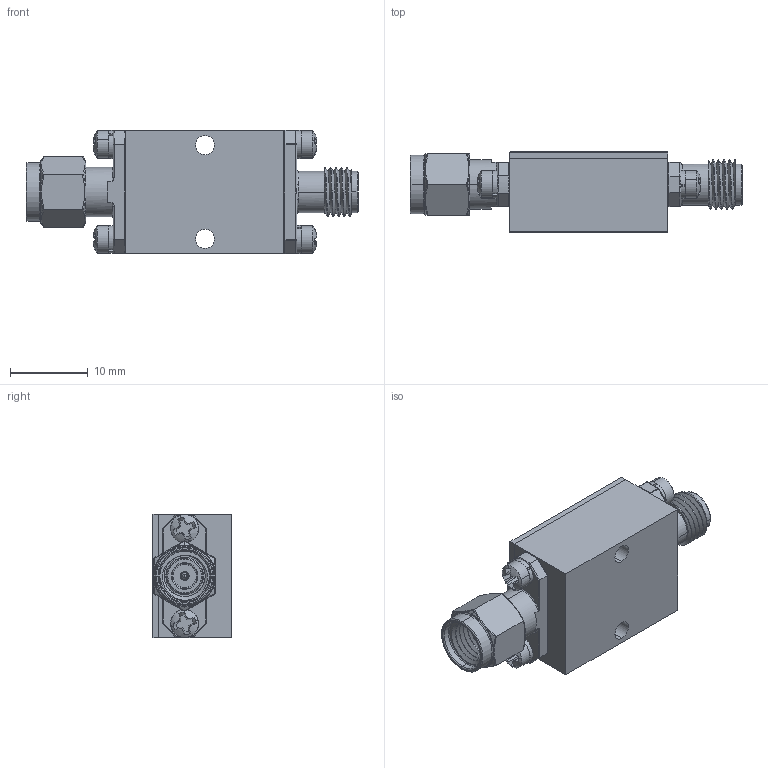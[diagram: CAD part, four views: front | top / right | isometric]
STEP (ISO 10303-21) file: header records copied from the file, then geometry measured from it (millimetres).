
FILE_DESCRIPTION (( 'STEP AP214' ), '1' );
FILE_NAME ('27347100 - STEP.STEP', '2024-03-27T12:56:27', ( '' ), ( '' ), 'SwSTEP 2.0', 'SolidWorks 2023', '' );
FILE_SCHEMA (( 'AUTOMOTIVE_DESIGN' ));
Length unit declared in the file: inch
Products named in the file (1): 27347100 - STEP
Bounding box: 42.7 x 10.29 x 15.88 mm (x, y, z)
Volume: 3796.1 mm3; surface area: 5444.3 mm2
Topology: 32 solids, 32 shells, 1375 faces, 4916 edges, 3719 vertices
Faces by surface type: plane 631, cylinder 347, cone 188, torus 114, sphere 48, bspline 47
Entity records: 57176 total; most frequent: CARTESIAN_POINT 14103, ORIENTED_EDGE 9632, DIRECTION 8137, EDGE_CURVE 4816, VERTEX_POINT 3719, LINE 2925, VECTOR 2925, AXIS2_PLACEMENT_3D 2606
